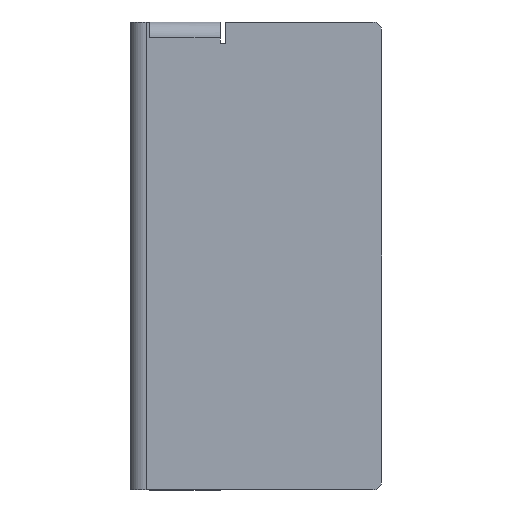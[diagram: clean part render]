
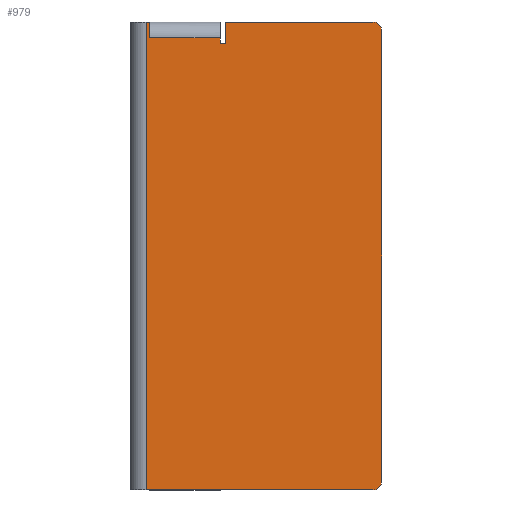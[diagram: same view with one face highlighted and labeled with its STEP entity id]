
A CAD part, left-side view. The second image highlights one B-rep face of the part: STEP entity #979.
In plain terms, the highlighted planar face has unit normal (-1, 0, 0).
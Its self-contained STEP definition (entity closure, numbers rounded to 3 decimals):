
#2 = CARTESIAN_POINT ( 'NONE',  ( -51., -28.5, 25.5 ) ) ;
#38 = LINE ( 'NONE', #782, #344 ) ;
#76 = FACE_OUTER_BOUND ( 'NONE', #1957, .T. ) ;
#78 = EDGE_CURVE ( 'NONE', #700, #507, #2095, .T. ) ;
#90 = DIRECTION ( 'NONE',  ( 0., 0., -1. ) ) ;
#113 = ORIENTED_EDGE ( 'NONE', *, *, #270, .T. ) ;
#132 = EDGE_CURVE ( 'NONE', #417, #700, #1570, .T. ) ;
#147 = EDGE_CURVE ( 'NONE', #2160, #654, #317, .T. ) ;
#238 = ORIENTED_EDGE ( 'NONE', *, *, #147, .F. ) ;
#270 = EDGE_CURVE ( 'NONE', #792, #507, #853, .T. ) ;
#317 = LINE ( 'NONE', #1920, #1020 ) ;
#321 = DIRECTION ( 'NONE',  ( 0., 1., 0. ) ) ;
#334 = VERTEX_POINT ( 'NONE', #2 ) ;
#344 = VECTOR ( 'NONE', #1506, 1000. ) ;
#374 = AXIS2_PLACEMENT_3D ( 'NONE', #874, #2163, #1251 ) ;
#386 = VERTEX_POINT ( 'NONE', #765 ) ;
#417 = VERTEX_POINT ( 'NONE', #639 ) ;
#438 = CIRCLE ( 'NONE', #1038, 1. ) ;
#456 = CARTESIAN_POINT ( 'NONE',  ( -51., -10.8, 26.5 ) ) ;
#481 = CARTESIAN_POINT ( 'NONE',  ( -51., 0., -26.5 ) ) ;
#507 = VERTEX_POINT ( 'NONE', #456 ) ;
#538 = VECTOR ( 'NONE', #746, 1000. ) ;
#545 = LINE ( 'NONE', #665, #858 ) ;
#574 = CARTESIAN_POINT ( 'NONE',  ( -51., 0., 26.5 ) ) ;
#591 = DIRECTION ( 'NONE',  ( 0., 1., 0. ) ) ;
#623 = DIRECTION ( 'NONE',  ( 0., 1., 0. ) ) ;
#639 = CARTESIAN_POINT ( 'NONE',  ( -51., -10.2, 24.1 ) ) ;
#654 = VERTEX_POINT ( 'NONE', #1841 ) ;
#665 = CARTESIAN_POINT ( 'NONE',  ( -51., -10.2, 0. ) ) ;
#700 = VERTEX_POINT ( 'NONE', #744 ) ;
#720 = DIRECTION ( 'NONE',  ( 0., 0., 1. ) ) ;
#744 = CARTESIAN_POINT ( 'NONE',  ( -51., -10.8, 24.1 ) ) ;
#746 = DIRECTION ( 'NONE',  ( 0., 1., 0. ) ) ;
#765 = CARTESIAN_POINT ( 'NONE',  ( -51., -1.8, -26.5 ) ) ;
#782 = CARTESIAN_POINT ( 'NONE',  ( -51., -28.5, 0. ) ) ;
#789 = VERTEX_POINT ( 'NONE', #954 ) ;
#792 = VERTEX_POINT ( 'NONE', #1702 ) ;
#809 = LINE ( 'NONE', #481, #1901 ) ;
#853 = LINE ( 'NONE', #574, #538 ) ;
#858 = VECTOR ( 'NONE', #1761, 1000. ) ;
#874 = CARTESIAN_POINT ( 'NONE',  ( -51., 0., 0. ) ) ;
#922 = CARTESIAN_POINT ( 'NONE',  ( -51., -1.8, 26.5 ) ) ;
#954 = CARTESIAN_POINT ( 'NONE',  ( -51., -28.5, -25.5 ) ) ;
#977 = CARTESIAN_POINT ( 'NONE',  ( -51., -10.8, 0. ) ) ;
#979 = ADVANCED_FACE ( 'NONE', ( #76 ), #1797, .F. ) ;
#1006 = ORIENTED_EDGE ( 'NONE', *, *, #1728, .T. ) ;
#1009 = ORIENTED_EDGE ( 'NONE', *, *, #2327, .T. ) ;
#1019 = CARTESIAN_POINT ( 'NONE',  ( -51., -27.5, 25.5 ) ) ;
#1020 = VECTOR ( 'NONE', #90, 1000. ) ;
#1038 = AXIS2_PLACEMENT_3D ( 'NONE', #1019, #2145, #321 ) ;
#1068 = VERTEX_POINT ( 'NONE', #1303 ) ;
#1076 = CARTESIAN_POINT ( 'NONE',  ( -51., -10.2, 24.7 ) ) ;
#1115 = CARTESIAN_POINT ( 'NONE',  ( -51., -27.5, -25.5 ) ) ;
#1121 = LINE ( 'NONE', #1373, #1392 ) ;
#1181 = ORIENTED_EDGE ( 'NONE', *, *, #1206, .F. ) ;
#1198 = EDGE_CURVE ( 'NONE', #386, #1068, #809, .T. ) ;
#1206 = EDGE_CURVE ( 'NONE', #2263, #417, #545, .T. ) ;
#1213 = EDGE_CURVE ( 'NONE', #334, #792, #438, .T. ) ;
#1242 = DIRECTION ( 'NONE',  ( 0., 1., 0. ) ) ;
#1251 = DIRECTION ( 'NONE',  ( 0., 1., 0. ) ) ;
#1276 = CARTESIAN_POINT ( 'NONE',  ( -51., -1.8, 26.5 ) ) ;
#1301 = VECTOR ( 'NONE', #1242, 1000. ) ;
#1303 = CARTESIAN_POINT ( 'NONE',  ( -51., -27.5, -26.5 ) ) ;
#1318 = VERTEX_POINT ( 'NONE', #922 ) ;
#1344 = LINE ( 'NONE', #1276, #1427 ) ;
#1362 = AXIS2_PLACEMENT_3D ( 'NONE', #1115, #1701, #591 ) ;
#1373 = CARTESIAN_POINT ( 'NONE',  ( -51., -10.2, 24.7 ) ) ;
#1392 = VECTOR ( 'NONE', #623, 1000. ) ;
#1394 = DIRECTION ( 'NONE',  ( 0., -1., 0. ) ) ;
#1399 = CIRCLE ( 'NONE', #1362, 1. ) ;
#1427 = VECTOR ( 'NONE', #720, 1000. ) ;
#1444 = ORIENTED_EDGE ( 'NONE', *, *, #1976, .T. ) ;
#1506 = DIRECTION ( 'NONE',  ( 0., 0., 1. ) ) ;
#1514 = VECTOR ( 'NONE', #1768, 1000. ) ;
#1559 = ORIENTED_EDGE ( 'NONE', *, *, #78, .F. ) ;
#1570 = LINE ( 'NONE', #2110, #1514 ) ;
#1593 = CARTESIAN_POINT ( 'NONE',  ( -51., 0., 26.5 ) ) ;
#1633 = ORIENTED_EDGE ( 'NONE', *, *, #132, .F. ) ;
#1662 = ORIENTED_EDGE ( 'NONE', *, *, #2316, .T. ) ;
#1664 = ORIENTED_EDGE ( 'NONE', *, *, #1213, .T. ) ;
#1701 = DIRECTION ( 'NONE',  ( -1., 0., 0. ) ) ;
#1702 = CARTESIAN_POINT ( 'NONE',  ( -51., -27.5, 26.5 ) ) ;
#1713 = DIRECTION ( 'NONE',  ( 0., 0., 1. ) ) ;
#1728 = EDGE_CURVE ( 'NONE', #2263, #654, #1121, .T. ) ;
#1761 = DIRECTION ( 'NONE',  ( 0., 0., -1. ) ) ;
#1768 = DIRECTION ( 'NONE',  ( 0., -1., 0. ) ) ;
#1797 = PLANE ( 'NONE',  #374 ) ;
#1812 = CARTESIAN_POINT ( 'NONE',  ( -51., -2.2, 26.5 ) ) ;
#1841 = CARTESIAN_POINT ( 'NONE',  ( -51., -2.2, 24.7 ) ) ;
#1901 = VECTOR ( 'NONE', #1394, 1000. ) ;
#1920 = CARTESIAN_POINT ( 'NONE',  ( -51., -2.2, 0. ) ) ;
#1957 = EDGE_LOOP ( 'NONE', ( #1559, #1633, #1181, #1006, #238, #1444, #2001, #2014, #1662, #1009, #1664, #113 ) ) ;
#1976 = EDGE_CURVE ( 'NONE', #2160, #1318, #2053, .T. ) ;
#2001 = ORIENTED_EDGE ( 'NONE', *, *, #2256, .F. ) ;
#2014 = ORIENTED_EDGE ( 'NONE', *, *, #1198, .T. ) ;
#2053 = LINE ( 'NONE', #1593, #1301 ) ;
#2095 = LINE ( 'NONE', #977, #2365 ) ;
#2110 = CARTESIAN_POINT ( 'NONE',  ( -51., 0., 24.1 ) ) ;
#2145 = DIRECTION ( 'NONE',  ( -1., 0., 0. ) ) ;
#2160 = VERTEX_POINT ( 'NONE', #1812 ) ;
#2163 = DIRECTION ( 'NONE',  ( 1., 0., 0. ) ) ;
#2256 = EDGE_CURVE ( 'NONE', #386, #1318, #1344, .T. ) ;
#2263 = VERTEX_POINT ( 'NONE', #1076 ) ;
#2316 = EDGE_CURVE ( 'NONE', #1068, #789, #1399, .T. ) ;
#2327 = EDGE_CURVE ( 'NONE', #789, #334, #38, .T. ) ;
#2365 = VECTOR ( 'NONE', #1713, 1000. ) ;
